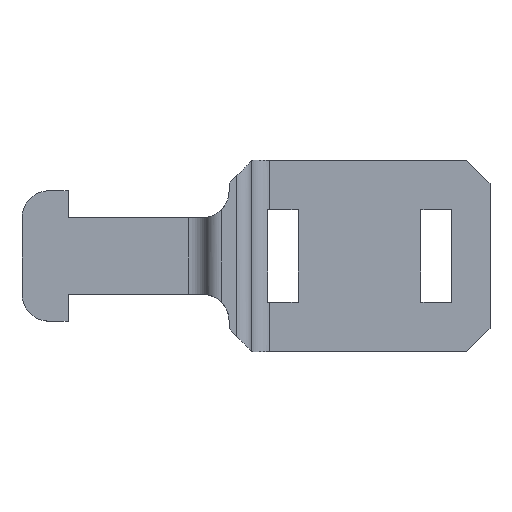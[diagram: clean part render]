
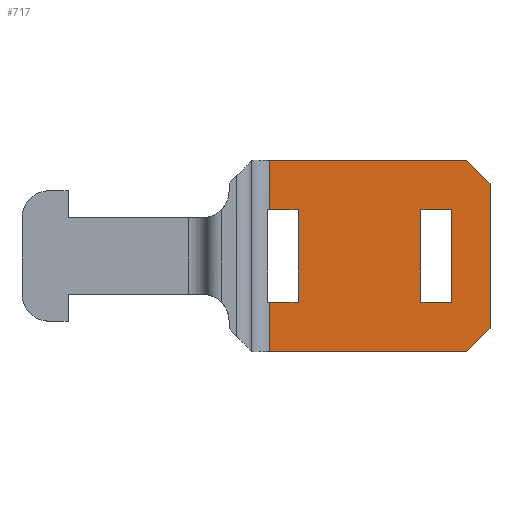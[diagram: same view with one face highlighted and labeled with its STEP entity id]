
A CAD part, top view. The second image highlights one B-rep face of the part: STEP entity #717.
In plain terms, the highlighted planar face has unit normal (0, 0, 1).
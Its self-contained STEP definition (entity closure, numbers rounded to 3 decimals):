
#15=FACE_BOUND('',#106,.T.);
#33=PLANE('',#785);
#69=FACE_OUTER_BOUND('',#105,.T.);
#105=EDGE_LOOP('',(#569,#570,#571,#572,#573,#574,#575,#576,#577,#578));
#106=EDGE_LOOP('',(#579,#580,#581,#582));
#148=LINE('',#1074,#231);
#150=LINE('',#1082,#233);
#166=LINE('',#1157,#249);
#167=LINE('',#1159,#250);
#168=LINE('',#1161,#251);
#169=LINE('',#1163,#252);
#170=LINE('',#1164,#253);
#171=LINE('',#1166,#254);
#172=LINE('',#1168,#255);
#173=LINE('',#1169,#256);
#174=LINE('',#1172,#257);
#175=LINE('',#1174,#258);
#176=LINE('',#1176,#259);
#177=LINE('',#1177,#260);
#231=VECTOR('',#861,2.5);
#233=VECTOR('',#867,2.5);
#249=VECTOR('',#913,10.);
#250=VECTOR('',#914,10.);
#251=VECTOR('',#915,10.);
#252=VECTOR('',#916,10.);
#253=VECTOR('',#917,10.);
#254=VECTOR('',#918,10.);
#255=VECTOR('',#919,10.);
#256=VECTOR('',#920,10.);
#257=VECTOR('',#921,10.);
#258=VECTOR('',#922,10.);
#259=VECTOR('',#923,10.);
#260=VECTOR('',#924,10.);
#333=VERTEX_POINT('',#1071);
#334=VERTEX_POINT('',#1073);
#337=VERTEX_POINT('',#1079);
#338=VERTEX_POINT('',#1081);
#354=VERTEX_POINT('',#1156);
#355=VERTEX_POINT('',#1158);
#356=VERTEX_POINT('',#1160);
#357=VERTEX_POINT('',#1162);
#358=VERTEX_POINT('',#1165);
#359=VERTEX_POINT('',#1167);
#360=VERTEX_POINT('',#1170);
#361=VERTEX_POINT('',#1171);
#362=VERTEX_POINT('',#1173);
#363=VERTEX_POINT('',#1175);
#409=EDGE_CURVE('',#333,#334,#148,.T.);
#413=EDGE_CURVE('',#337,#338,#150,.T.);
#438=EDGE_CURVE('',#333,#354,#166,.T.);
#439=EDGE_CURVE('',#355,#354,#167,.T.);
#440=EDGE_CURVE('',#355,#356,#168,.F.);
#441=EDGE_CURVE('',#357,#356,#169,.T.);
#442=EDGE_CURVE('',#357,#338,#170,.T.);
#443=EDGE_CURVE('',#337,#358,#171,.T.);
#444=EDGE_CURVE('',#358,#359,#172,.T.);
#445=EDGE_CURVE('',#359,#334,#173,.T.);
#446=EDGE_CURVE('',#360,#361,#174,.T.);
#447=EDGE_CURVE('',#361,#362,#175,.T.);
#448=EDGE_CURVE('',#362,#363,#176,.T.);
#449=EDGE_CURVE('',#363,#360,#177,.T.);
#569=ORIENTED_EDGE('',*,*,#409,.F.);
#570=ORIENTED_EDGE('',*,*,#438,.T.);
#571=ORIENTED_EDGE('',*,*,#439,.F.);
#572=ORIENTED_EDGE('',*,*,#440,.T.);
#573=ORIENTED_EDGE('',*,*,#441,.F.);
#574=ORIENTED_EDGE('',*,*,#442,.T.);
#575=ORIENTED_EDGE('',*,*,#413,.F.);
#576=ORIENTED_EDGE('',*,*,#443,.T.);
#577=ORIENTED_EDGE('',*,*,#444,.T.);
#578=ORIENTED_EDGE('',*,*,#445,.T.);
#579=ORIENTED_EDGE('',*,*,#446,.T.);
#580=ORIENTED_EDGE('',*,*,#447,.T.);
#581=ORIENTED_EDGE('',*,*,#448,.T.);
#582=ORIENTED_EDGE('',*,*,#449,.T.);
#717=ADVANCED_FACE('',(#69,#15),#33,.T.);
#785=AXIS2_PLACEMENT_3D('',#1155,#911,#912);
#861=DIRECTION('',(0.,1.,0.));
#867=DIRECTION('',(0.,1.,0.));
#911=DIRECTION('center_axis',(0.,0.,1.));
#912=DIRECTION('ref_axis',(1.,0.,0.));
#913=DIRECTION('',(1.,0.,0.));
#914=DIRECTION('',(-0.707,-0.707,0.));
#915=DIRECTION('',(0.,-1.,0.));
#916=DIRECTION('',(0.707,-0.707,0.));
#917=DIRECTION('',(-1.,0.,0.));
#918=DIRECTION('',(1.,0.,0.));
#919=DIRECTION('',(0.,-1.,0.));
#920=DIRECTION('',(-1.,0.,0.));
#921=DIRECTION('',(1.,0.,0.));
#922=DIRECTION('',(0.,-1.,0.));
#923=DIRECTION('',(-1.,0.,0.));
#924=DIRECTION('',(0.,1.,0.));
#1071=CARTESIAN_POINT('',(-1.757,-12.5,3.));
#1073=CARTESIAN_POINT('',(-1.757,-6.,3.));
#1074=CARTESIAN_POINT('',(-1.757,-6.25,3.));
#1079=CARTESIAN_POINT('',(-1.757,6.,3.));
#1081=CARTESIAN_POINT('',(-1.757,12.5,3.));
#1082=CARTESIAN_POINT('',(-1.757,-6.25,3.));
#1155=CARTESIAN_POINT('Origin',(0.,0.,3.));
#1156=CARTESIAN_POINT('',(24.,-12.5,3.));
#1157=CARTESIAN_POINT('',(30.,-12.5,3.));
#1158=CARTESIAN_POINT('',(27.,-9.5,3.));
#1159=CARTESIAN_POINT('',(21.875,-14.625,3.));
#1160=CARTESIAN_POINT('',(27.,9.5,3.));
#1161=CARTESIAN_POINT('',(27.,-6.25,3.));
#1162=CARTESIAN_POINT('',(24.,12.5,3.));
#1163=CARTESIAN_POINT('',(21.875,14.625,3.));
#1164=CARTESIAN_POINT('',(-30.,12.5,3.));
#1165=CARTESIAN_POINT('',(2.,6.,3.));
#1166=CARTESIAN_POINT('',(-1.,6.,3.));
#1167=CARTESIAN_POINT('',(2.,-6.,3.));
#1168=CARTESIAN_POINT('',(2.,5.,3.));
#1169=CARTESIAN_POINT('',(1.,-6.,3.));
#1170=CARTESIAN_POINT('',(18.,6.,3.));
#1171=CARTESIAN_POINT('',(22.,6.,3.));
#1172=CARTESIAN_POINT('',(9.,6.,3.));
#1173=CARTESIAN_POINT('',(22.,-6.,3.));
#1174=CARTESIAN_POINT('',(22.,5.,3.));
#1175=CARTESIAN_POINT('',(18.,-6.,3.));
#1176=CARTESIAN_POINT('',(11.,-6.,3.));
#1177=CARTESIAN_POINT('',(18.,-5.,3.));
